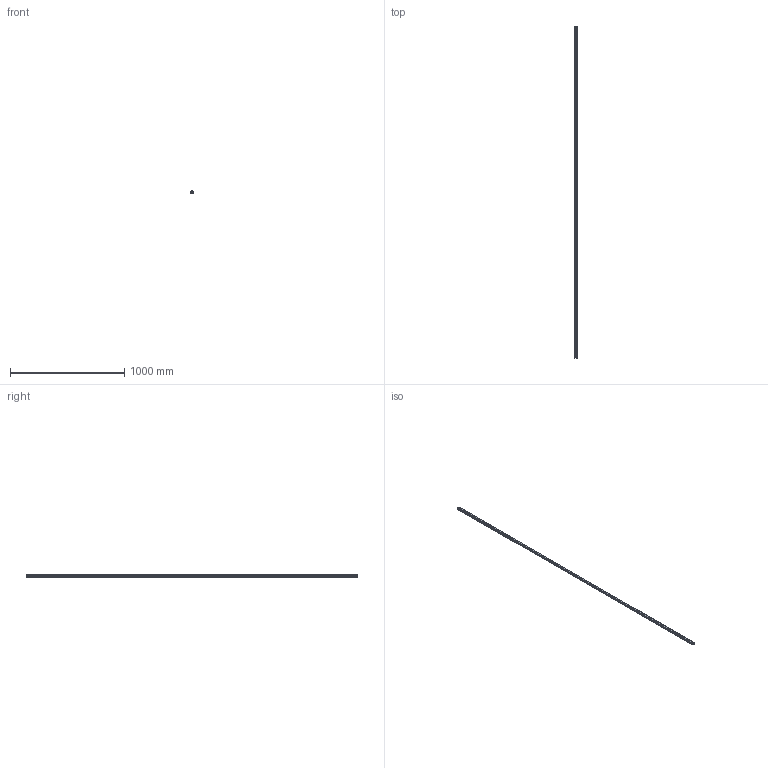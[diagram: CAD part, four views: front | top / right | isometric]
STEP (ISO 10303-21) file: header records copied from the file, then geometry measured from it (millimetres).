
FILE_DESCRIPTION(('STEP AP214'),'1');
FILE_NAME('cctmp_4078D2B1-FB4E-49F9-832A-2833C8FAFF17_2020_5_18_11_24_58_141..stp','2020-05-18T09:24:58',('HIWIN GmbH'),('CADClick - www.CADClick.com'),'Spatial InterOp 3D',' ','unknown authorization');
FILE_SCHEMA(('AUTOMOTIVE_DESIGN'));
Length unit declared in the file: millimetre
Products named in the file (1): HGR20R2900H_FILE
Bounding box: 20 x 2900 x 17.5 mm (x, y, z)
Volume: 828550.8 mm3; surface area: 246251.1 mm2
Topology: 1 solids, 1 shells, 548 faces, 1185 edges, 790 vertices
Faces by surface type: cylinder 316, plane 232
Entity records: 19609 total; most frequent: DIRECTION 2915, CARTESIAN_POINT 2524, ORIENTED_EDGE 2370, EDGE_CURVE 1185, AXIS2_PLACEMENT_3D 1181, VERTEX_POINT 790, EDGE_LOOP 699, CIRCLE 632
